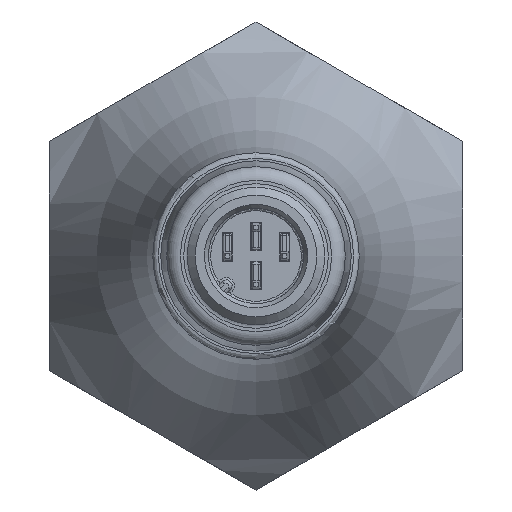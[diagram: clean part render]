
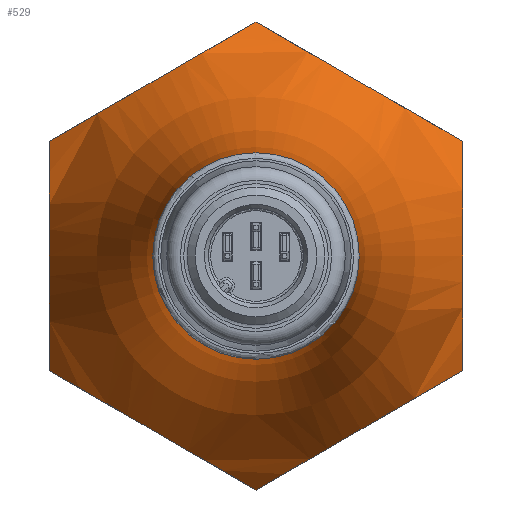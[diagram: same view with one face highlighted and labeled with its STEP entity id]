
A CAD part, front view. The second image highlights one B-rep face of the part: STEP entity #529.
In plain terms, the highlighted toroidal (fillet/blend) face has major radius 54 mm and minor radius 45 mm.
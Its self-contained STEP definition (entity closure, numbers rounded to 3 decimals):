
#529 = ADVANCED_FACE( '', ( #1108, #1109 ), #1110, .F. );
#1108 = FACE_OUTER_BOUND( '', #1754, .T. );
#1109 = FACE_OUTER_BOUND( '', #1755, .T. );
#1110 = TOROIDAL_SURFACE( '', #1756, 54., 45. );
#1754 = EDGE_LOOP( '', ( #3204 ) );
#1755 = EDGE_LOOP( '', ( #3205, #3206, #3207, #3208, #3209, #3210, #3211, #3212 ) );
#1756 = AXIS2_PLACEMENT_3D( '', #3213, #3214, #3215 );
#3204 = ORIENTED_EDGE( '', *, *, #3844, .T. );
#3205 = ORIENTED_EDGE( '', *, *, #3375, .F. );
#3206 = ORIENTED_EDGE( '', *, *, #3379, .F. );
#3207 = ORIENTED_EDGE( '', *, *, #3893, .F. );
#3208 = ORIENTED_EDGE( '', *, *, #3812, .F. );
#3209 = ORIENTED_EDGE( '', *, *, #3586, .F. );
#3210 = ORIENTED_EDGE( '', *, *, #3585, .F. );
#3211 = ORIENTED_EDGE( '', *, *, #3701, .F. );
#3212 = ORIENTED_EDGE( '', *, *, #3717, .F. );
#3213 = CARTESIAN_POINT( '', ( 0., -73.55, 0. ) );
#3214 = DIRECTION( '', ( 0., 1., 0. ) );
#3215 = DIRECTION( '', ( 1., 0., 0. ) );
#3375 = EDGE_CURVE( '', #3990, #3991, #3992, .T. );
#3379 = EDGE_CURVE( '', #3997, #3990, #3999, .T. );
#3585 = EDGE_CURVE( '', #4350, #4352, #4353, .T. );
#3586 = EDGE_CURVE( '', #4352, #4348, #4354, .T. );
#3701 = EDGE_CURVE( '', #4524, #4350, #4526, .T. );
#3717 = EDGE_CURVE( '', #3991, #4524, #4549, .T. );
#3812 = EDGE_CURVE( '', #4348, #4667, #4669, .T. );
#3844 = EDGE_CURVE( '', #4707, #4707, #4708, .T. );
#3893 = EDGE_CURVE( '', #4667, #3997, #4768, .T. );
#3990 = VERTEX_POINT( '', #4939 );
#3991 = VERTEX_POINT( '', #4940 );
#3992 = B_SPLINE_CURVE_WITH_KNOTS( '', 2, ( #4941, #4942, #4943, #4944, #4945, #4946, #4947, #4948, #4949 ), .UNSPECIFIED., .F., .F., ( 3, 2, 2, 2, 3 ), ( 0., 0.25, 0.5, 0.7, 1. ), .UNSPECIFIED. );
#3997 = VERTEX_POINT( '', #4972 );
#3999 = B_SPLINE_CURVE_WITH_KNOTS( '', 2, ( #4975, #4976, #4977, #4978, #4979, #4980, #4981, #4982, #4983 ), .UNSPECIFIED., .F., .F., ( 3, 2, 2, 2, 3 ), ( 0., 0.286, 0.5, 0.75, 1. ), .UNSPECIFIED. );
#4348 = VERTEX_POINT( '', #5573 );
#4350 = VERTEX_POINT( '', #5576 );
#4352 = VERTEX_POINT( '', #5579 );
#4353 = B_SPLINE_CURVE_WITH_KNOTS( '', 2, ( #5580, #5581, #5582, #5583, #5584, #5585, #5586, #5587, #5588 ), .UNSPECIFIED., .F., .F., ( 3, 2, 2, 2, 3 ), ( 0., 0.286, 0.5, 0.75, 1. ), .UNSPECIFIED. );
#4354 = B_SPLINE_CURVE_WITH_KNOTS( '', 2, ( #5589, #5590, #5591, #5592, #5593, #5594, #5595, #5596, #5597 ), .UNSPECIFIED., .F., .F., ( 3, 2, 2, 2, 3 ), ( 0., 0.25, 0.5, 0.7, 1. ), .UNSPECIFIED. );
#4524 = VERTEX_POINT( '', #5894 );
#4526 = B_SPLINE_CURVE_WITH_KNOTS( '', 2, ( #5897, #5898, #5899, #5900, #5901, #5902, #5903, #5904, #5905 ), .UNSPECIFIED., .F., .F., ( 3, 2, 2, 2, 3 ), ( 0., 0.25, 0.5, 0.75, 1. ), .UNSPECIFIED. );
#4549 = B_SPLINE_CURVE_WITH_KNOTS( '', 2, ( #5935, #5936, #5937, #5938, #5939, #5940, #5941, #5942, #5943 ), .UNSPECIFIED., .F., .F., ( 3, 2, 2, 2, 3 ), ( 0., 0.25, 0.5, 0.75, 1. ), .UNSPECIFIED. );
#4667 = VERTEX_POINT( '', #6114 );
#4669 = B_SPLINE_CURVE_WITH_KNOTS( '', 2, ( #6117, #6118, #6119, #6120, #6121, #6122, #6123, #6124, #6125 ), .UNSPECIFIED., .F., .F., ( 3, 2, 2, 2, 3 ), ( 0., 0.25, 0.5, 0.75, 1. ), .UNSPECIFIED. );
#4707 = VERTEX_POINT( '', #6171 );
#4708 = CIRCLE( '', #6172, 9. );
#4768 = B_SPLINE_CURVE_WITH_KNOTS( '', 2, ( #6338, #6339, #6340, #6341, #6342, #6343, #6344, #6345, #6346 ), .UNSPECIFIED., .F., .F., ( 3, 2, 2, 2, 3 ), ( 0., 0.25, 0.5, 0.75, 1. ), .UNSPECIFIED. );
#4939 = CARTESIAN_POINT( '', ( -18., -46.55, 0. ) );
#4940 = CARTESIAN_POINT( '', ( -18., -43.403, 10. ) );
#4941 = CARTESIAN_POINT( '', ( -18., -46.55, 0. ) );
#4942 = CARTESIAN_POINT( '', ( -18., -46.548, 1.311 ) );
#4943 = CARTESIAN_POINT( '', ( -18., -46.296, 2.633 ) );
#4944 = CARTESIAN_POINT( '', ( -18., -46.062, 3.863 ) );
#4945 = CARTESIAN_POINT( '', ( -18., -45.6, 5.186 ) );
#4946 = CARTESIAN_POINT( '', ( -18., -45.271, 6.128 ) );
#4947 = CARTESIAN_POINT( '', ( -18., -44.815, 7.154 ) );
#4948 = CARTESIAN_POINT( '', ( -18., -44.207, 8.519 ) );
#4949 = CARTESIAN_POINT( '', ( -18., -43.403, 10. ) );
#4972 = CARTESIAN_POINT( '', ( -18., -43.403, -10. ) );
#4975 = CARTESIAN_POINT( '', ( -18., -43.403, -10. ) );
#4976 = CARTESIAN_POINT( '', ( -18., -44.16, -8.605 ) );
#4977 = CARTESIAN_POINT( '', ( -18., -44.753, -7.292 ) );
#4978 = CARTESIAN_POINT( '', ( -18., -45.249, -6.192 ) );
#4979 = CARTESIAN_POINT( '', ( -18., -45.6, -5.186 ) );
#4980 = CARTESIAN_POINT( '', ( -18., -46.062, -3.864 ) );
#4981 = CARTESIAN_POINT( '', ( -18., -46.296, -2.633 ) );
#4982 = CARTESIAN_POINT( '', ( -18., -46.548, -1.311 ) );
#4983 = CARTESIAN_POINT( '', ( -18., -46.55, 0. ) );
#5573 = CARTESIAN_POINT( '', ( 18., -43.403, -10. ) );
#5576 = CARTESIAN_POINT( '', ( 18., -43.403, 10. ) );
#5579 = CARTESIAN_POINT( '', ( 18., -46.55, 0. ) );
#5580 = CARTESIAN_POINT( '', ( 18., -43.403, 10. ) );
#5581 = CARTESIAN_POINT( '', ( 18., -44.16, 8.605 ) );
#5582 = CARTESIAN_POINT( '', ( 18., -44.753, 7.292 ) );
#5583 = CARTESIAN_POINT( '', ( 18., -45.249, 6.192 ) );
#5584 = CARTESIAN_POINT( '', ( 18., -45.6, 5.186 ) );
#5585 = CARTESIAN_POINT( '', ( 18., -46.062, 3.864 ) );
#5586 = CARTESIAN_POINT( '', ( 18., -46.296, 2.633 ) );
#5587 = CARTESIAN_POINT( '', ( 18., -46.548, 1.311 ) );
#5588 = CARTESIAN_POINT( '', ( 18., -46.55, 0. ) );
#5589 = CARTESIAN_POINT( '', ( 18., -46.55, 0. ) );
#5590 = CARTESIAN_POINT( '', ( 18., -46.548, -1.311 ) );
#5591 = CARTESIAN_POINT( '', ( 18., -46.296, -2.633 ) );
#5592 = CARTESIAN_POINT( '', ( 18., -46.062, -3.863 ) );
#5593 = CARTESIAN_POINT( '', ( 18., -45.6, -5.186 ) );
#5594 = CARTESIAN_POINT( '', ( 18., -45.271, -6.128 ) );
#5595 = CARTESIAN_POINT( '', ( 18., -44.815, -7.154 ) );
#5596 = CARTESIAN_POINT( '', ( 18., -44.207, -8.519 ) );
#5597 = CARTESIAN_POINT( '', ( 18., -43.403, -10. ) );
#5894 = CARTESIAN_POINT( '', ( 0., -43.625, 20.392 ) );
#5897 = CARTESIAN_POINT( '', ( 0., -43.625, 20.392 ) );
#5898 = CARTESIAN_POINT( '', ( 2.309, -45.161, 19.059 ) );
#5899 = CARTESIAN_POINT( '', ( 4.328, -46.013, 17.894 ) );
#5900 = CARTESIAN_POINT( '', ( 6.791, -47.052, 16.472 ) );
#5901 = CARTESIAN_POINT( '', ( 9.027, -47.007, 15.181 ) );
#5902 = CARTESIAN_POINT( '', ( 11.224, -46.963, 13.912 ) );
#5903 = CARTESIAN_POINT( '', ( 13.698, -45.853, 12.484 ) );
#5904 = CARTESIAN_POINT( '', ( 15.566, -45.016, 11.405 ) );
#5905 = CARTESIAN_POINT( '', ( 18., -43.403, 10. ) );
#5935 = CARTESIAN_POINT( '', ( -18., -43.403, 10. ) );
#5936 = CARTESIAN_POINT( '', ( -15.711, -44.949, 11.322 ) );
#5937 = CARTESIAN_POINT( '', ( -13.699, -45.853, 12.483 ) );
#5938 = CARTESIAN_POINT( '', ( -11.23, -46.962, 13.909 ) );
#5939 = CARTESIAN_POINT( '', ( -9.026, -47.007, 15.181 ) );
#5940 = CARTESIAN_POINT( '', ( -6.79, -47.052, 16.472 ) );
#5941 = CARTESIAN_POINT( '', ( -4.327, -46.012, 17.894 ) );
#5942 = CARTESIAN_POINT( '', ( -2.297, -45.155, 19.066 ) );
#5943 = CARTESIAN_POINT( '', ( 0., -43.625, 20.392 ) );
#6114 = CARTESIAN_POINT( '', ( 0., -43.625, -20.392 ) );
#6117 = CARTESIAN_POINT( '', ( 18., -43.403, -10. ) );
#6118 = CARTESIAN_POINT( '', ( 15.711, -44.949, -11.322 ) );
#6119 = CARTESIAN_POINT( '', ( 13.699, -45.853, -12.483 ) );
#6120 = CARTESIAN_POINT( '', ( 11.23, -46.962, -13.909 ) );
#6121 = CARTESIAN_POINT( '', ( 9.026, -47.007, -15.181 ) );
#6122 = CARTESIAN_POINT( '', ( 6.79, -47.052, -16.472 ) );
#6123 = CARTESIAN_POINT( '', ( 4.327, -46.012, -17.894 ) );
#6124 = CARTESIAN_POINT( '', ( 2.297, -45.155, -19.066 ) );
#6125 = CARTESIAN_POINT( '', ( 0., -43.625, -20.392 ) );
#6171 = CARTESIAN_POINT( '', ( -9., -73.55, 0. ) );
#6172 = AXIS2_PLACEMENT_3D( '', #6982, #6983, #6984 );
#6338 = CARTESIAN_POINT( '', ( 0., -43.625, -20.392 ) );
#6339 = CARTESIAN_POINT( '', ( -2.309, -45.161, -19.059 ) );
#6340 = CARTESIAN_POINT( '', ( -4.328, -46.013, -17.894 ) );
#6341 = CARTESIAN_POINT( '', ( -6.791, -47.052, -16.472 ) );
#6342 = CARTESIAN_POINT( '', ( -9.027, -47.007, -15.181 ) );
#6343 = CARTESIAN_POINT( '', ( -11.224, -46.963, -13.912 ) );
#6344 = CARTESIAN_POINT( '', ( -13.698, -45.853, -12.484 ) );
#6345 = CARTESIAN_POINT( '', ( -15.566, -45.016, -11.405 ) );
#6346 = CARTESIAN_POINT( '', ( -18., -43.403, -10. ) );
#6982 = CARTESIAN_POINT( '', ( 0., -73.55, 0. ) );
#6983 = DIRECTION( '', ( 0., 1., 0. ) );
#6984 = DIRECTION( '', ( -1., 0., 0. ) );
